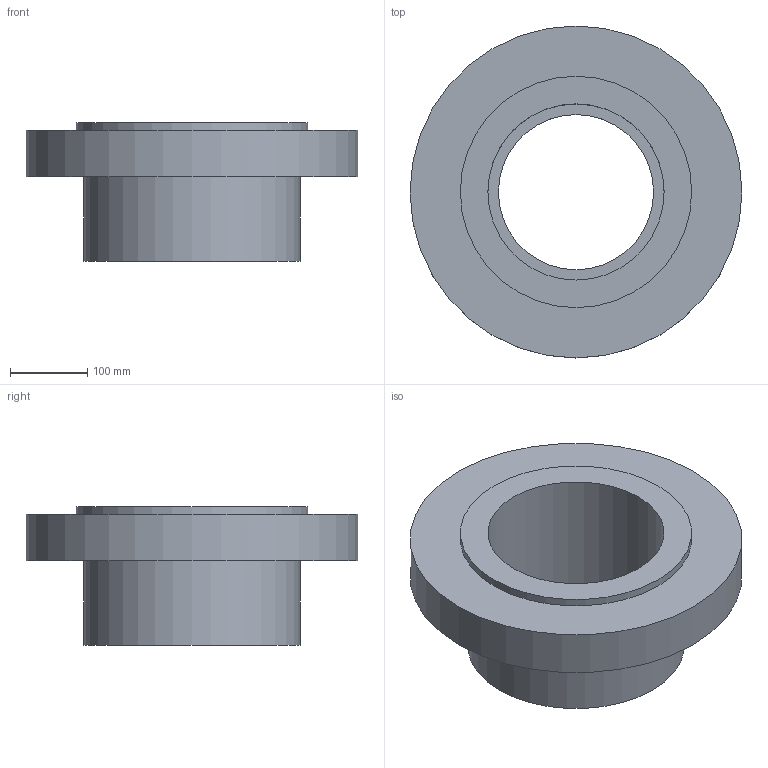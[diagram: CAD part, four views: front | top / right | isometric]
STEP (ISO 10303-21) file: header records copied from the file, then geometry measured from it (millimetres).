
FILE_DESCRIPTION(/* description */ ('Alibre Inc.'),/* implementation_level */ '2;1');
FILE_NAME(/* name */ 'export-2918FBE8-0928-4CAD-81BD-E75ED1D8D001',/* time_stamp */ '2025-03-28T11:54:01+08:00',/* author */ (''),/* organization */ (''),/* preprocessor_version */ 'ST-DEVELOPER v17',/* originating_system */ 'Alibre',/* authorisation */ '');
FILE_SCHEMA (('CONFIG_CONTROL_DESIGN'));
Length unit declared in the file: centimetre
Bounding box: 430 x 430 x 180 mm (x, y, z)
Volume: 8915697.6 mm3; surface area: 542434.5 mm2
Topology: 1 solids, 1 shells, 10 faces, 16 edges, 11 vertices
Faces by surface type: cylinder 5, plane 5
Full cylindrical faces by diameter (mm): 201.03 x1, 228.3 x1, 280 x1, 299.75 x1, 430 x1
Entity records: 288 total; most frequent: DIRECTION 35, CARTESIAN_POINT 30, ORIENTED_EDGE 20, EDGE_LOOP 20, FACE_BOUND 20, AXIS2_PLACEMENT_3D 20, VERTEX_POINT 10, CIRCLE 10
